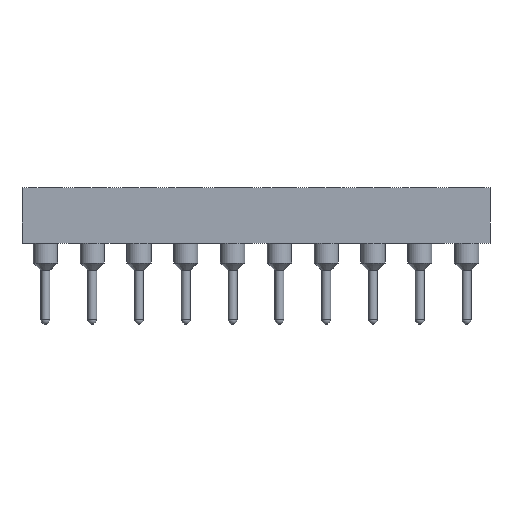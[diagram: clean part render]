
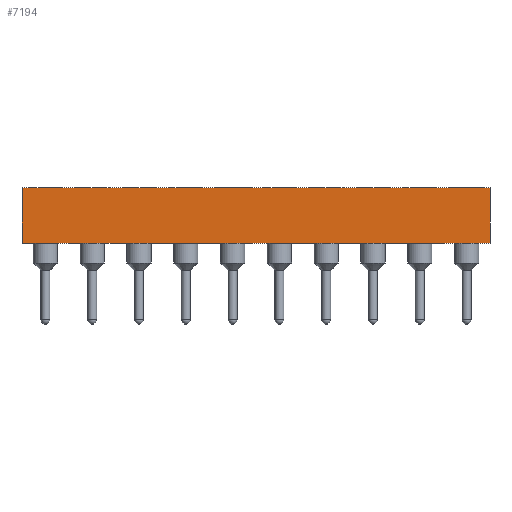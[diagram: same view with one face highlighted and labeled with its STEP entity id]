
A CAD part, front view. The second image highlights one B-rep face of the part: STEP entity #7194.
In plain terms, the highlighted planar face has unit normal (0, -1, 0).
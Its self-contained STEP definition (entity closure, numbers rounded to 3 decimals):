
#7194=ADVANCED_FACE('',(#13542),#13544,.T.);
#13542=FACE_BOUND('',#13543,.T.);
#13543=EDGE_LOOP('',(#17033,#17034,#17035,#17036));
#13544=PLANE('',#13545);
#13545=AXIS2_PLACEMENT_3D('',#13546,#13547,#13548);
#13546=CARTESIAN_POINT('',(1.27,-1.27,1.5));
#13547=DIRECTION('',(0.,-1.,0.));
#13548=DIRECTION('',(0.,0.,1.));
#17033=ORIENTED_EDGE('',*,*,#18659,.F.);
#17034=ORIENTED_EDGE('',*,*,#18596,.F.);
#17035=ORIENTED_EDGE('',*,*,#18658,.T.);
#17036=ORIENTED_EDGE('',*,*,#18660,.T.);
#18596=EDGE_CURVE('',#21012,#21014,#21015,.T.);
#18658=EDGE_CURVE('',#21012,#21124,#21126,.T.);
#18659=EDGE_CURVE('',#21014,#21127,#21128,.T.);
#18660=EDGE_CURVE('',#21124,#21127,#21129,.T.);
#21012=VERTEX_POINT('',#29926);
#21014=VERTEX_POINT('',#29930);
#21015=LINE('',#29931,#29932);
#21124=VERTEX_POINT('',#30183);
#21126=LINE('',#30187,#30188);
#21127=VERTEX_POINT('',#30190);
#21128=LINE('',#30191,#30192);
#21129=LINE('',#30194,#30195);
#29926=CARTESIAN_POINT('',(24.13,-1.27,1.5));
#29930=CARTESIAN_POINT('',(-1.27,-1.27,1.5));
#29931=CARTESIAN_POINT('',(24.13,-1.27,1.5));
#29932=VECTOR('',#29933,1.);
#29933=DIRECTION('',(-1.,0.,0.));
#30183=CARTESIAN_POINT('',(24.13,-1.27,4.5));
#30187=CARTESIAN_POINT('',(24.13,-1.27,1.5));
#30188=VECTOR('',#30189,1.);
#30189=DIRECTION('',(0.,0.,1.));
#30190=CARTESIAN_POINT('',(-1.27,-1.27,4.5));
#30191=CARTESIAN_POINT('',(-1.27,-1.27,1.5));
#30192=VECTOR('',#30193,1.);
#30193=DIRECTION('',(0.,0.,1.));
#30194=CARTESIAN_POINT('',(24.13,-1.27,4.5));
#30195=VECTOR('',#30196,1.);
#30196=DIRECTION('',(-1.,0.,0.));
